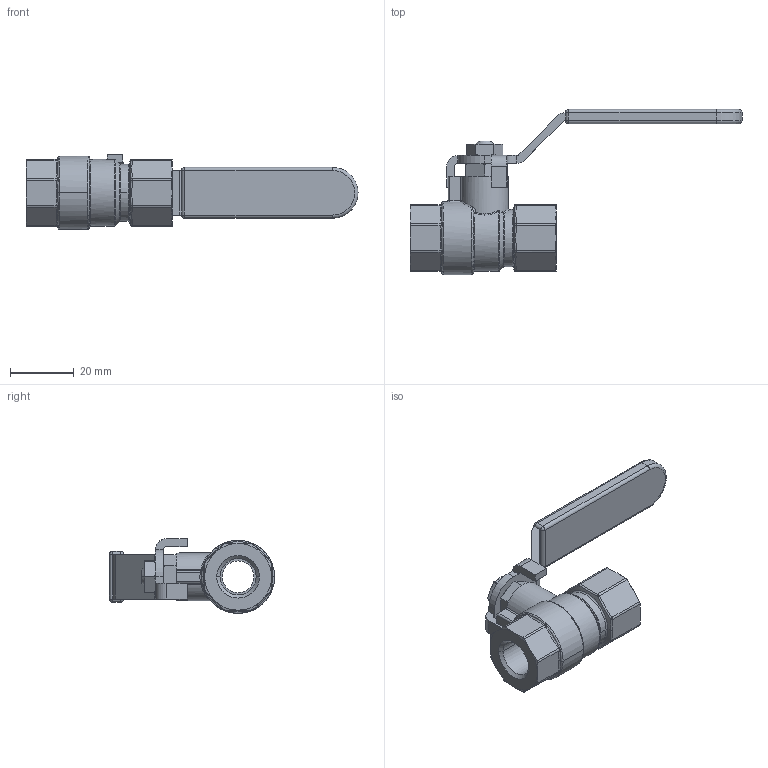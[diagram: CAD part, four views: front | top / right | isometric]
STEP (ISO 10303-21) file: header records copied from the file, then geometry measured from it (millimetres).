
FILE_DESCRIPTION((''),'2;1');
FILE_NAME('637902B_LKH-321-1-4_ASM','2005-10-31T',('konstruktion'),(''),'PRO/ENGINEER BY PARAMETRIC TECHNOLOGY CORPORATION, 2004440','PRO/ENGINEER BY PARAMETRIC TECHNOLOGY CORPORATION, 2004440','');
FILE_SCHEMA(('CONFIG_CONTROL_DESIGN'));
Length unit declared in the file: millimetre
Products named in the file (4): XKH-321-1-4_GEH; LKH-HEBEL_S; XKH-MUTTER_1-4-3-8; 637902B_LKH-321-1-4_ASM
Assembly tree (3 placements, depth 2):
  637902B_LKH-321-1-4_ASM
    XKH-321-1-4_GEH
    LKH-HEBEL_S
    XKH-MUTTER_1-4-3-8
Bounding box: 104.5 x 52 x 23.5 mm (x, y, z)
Volume: 20620.5 mm3; surface area: 10309.3 mm2
Topology: 3 solids, 3 shells, 247 faces, 570 edges, 333 vertices
Faces by surface type: cylinder 65, plane 62, bspline 52, cone 47, torus 11, sphere 10
Entity records: 9412 total; most frequent: CARTESIAN_POINT 4240, ORIENTED_EDGE 1140, DIRECTION 943, EDGE_CURVE 570, AXIS2_PLACEMENT_3D 389, VERTEX_POINT 333, EDGE_LOOP 257, FACE_OUTER_BOUND 247
